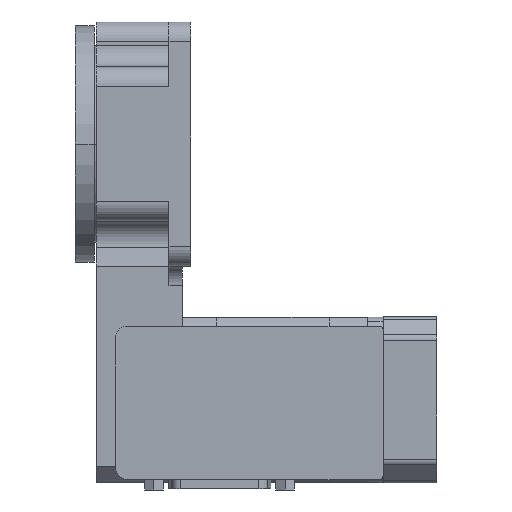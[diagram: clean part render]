
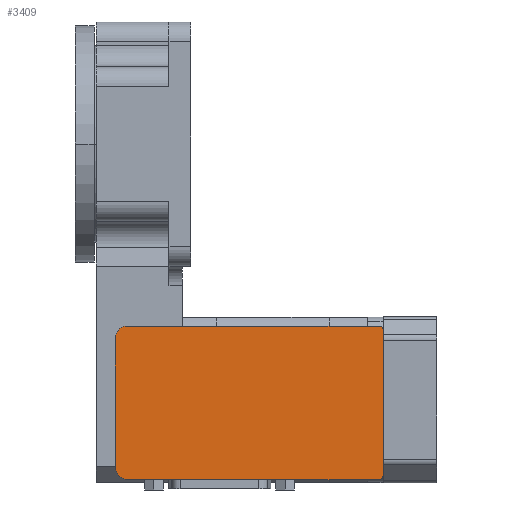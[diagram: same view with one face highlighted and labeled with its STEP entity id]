
A CAD part, left-side view. The second image highlights one B-rep face of the part: STEP entity #3409.
In plain terms, the highlighted face is planar.
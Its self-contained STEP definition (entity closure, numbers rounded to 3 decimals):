
#6 = CARTESIAN_POINT ( 'NONE',  ( 45., -20.23, 14. ) ) ;
#37 = FACE_OUTER_BOUND ( 'NONE', #1208, .T. ) ;
#82 = CIRCLE ( 'NONE', #3567, 3. ) ;
#90 = DIRECTION ( 'NONE',  ( 1., 0., 0. ) ) ;
#257 = ORIENTED_EDGE ( 'NONE', *, *, #9612, .T. ) ;
#323 = DIRECTION ( 'NONE',  ( 0., -1., 0. ) ) ;
#358 = CARTESIAN_POINT ( 'NONE',  ( 45., -17.23, 14. ) ) ;
#386 = EDGE_CURVE ( 'NONE', #3989, #4587, #7828, .T. ) ;
#704 = DIRECTION ( 'NONE',  ( 1., 0., 0. ) ) ;
#855 = LINE ( 'NONE', #10689, #11379 ) ;
#986 = DIRECTION ( 'NONE',  ( 0., 0., -1. ) ) ;
#1007 = DIRECTION ( 'NONE',  ( 0., 1., 0. ) ) ;
#1093 = VERTEX_POINT ( 'NONE', #9876 ) ;
#1191 = VECTOR ( 'NONE', #11306, 1000. ) ;
#1208 = EDGE_LOOP ( 'NONE', ( #1846, #2167, #257, #10184, #8722, #8756, #5590, #2145 ) ) ;
#1602 = EDGE_CURVE ( 'NONE', #4449, #4587, #6888, .T. ) ;
#1846 = ORIENTED_EDGE ( 'NONE', *, *, #5983, .F. ) ;
#1920 = VERTEX_POINT ( 'NONE', #6748 ) ;
#1976 = DIRECTION ( 'NONE',  ( 1., 0., 0. ) ) ;
#2145 = ORIENTED_EDGE ( 'NONE', *, *, #5116, .T. ) ;
#2167 = ORIENTED_EDGE ( 'NONE', *, *, #11173, .T. ) ;
#2185 = DIRECTION ( 'NONE',  ( 0., 1., 0. ) ) ;
#2401 = AXIS2_PLACEMENT_3D ( 'NONE', #10896, #704, #5330 ) ;
#2940 = EDGE_CURVE ( 'NONE', #1920, #10293, #11765, .T. ) ;
#3044 = DIRECTION ( 'NONE',  ( 1., 0., 0. ) ) ;
#3270 = DIRECTION ( 'NONE',  ( 1., 0., 0. ) ) ;
#3409 = ADVANCED_FACE ( 'NONE', ( #37 ), #5460, .T. ) ;
#3567 = AXIS2_PLACEMENT_3D ( 'NONE', #7675, #90, #1007 ) ;
#3803 = LINE ( 'NONE', #7621, #1191 ) ;
#3989 = VERTEX_POINT ( 'NONE', #9593 ) ;
#4253 = EDGE_CURVE ( 'NONE', #10293, #3989, #4568, .T. ) ;
#4366 = DIRECTION ( 'NONE',  ( 0., 1., 0. ) ) ;
#4449 = VERTEX_POINT ( 'NONE', #7476 ) ;
#4563 = DIRECTION ( 'NONE',  ( 0., 0., -1. ) ) ;
#4568 = LINE ( 'NONE', #6464, #5605 ) ;
#4587 = VERTEX_POINT ( 'NONE', #11684 ) ;
#5116 = EDGE_CURVE ( 'NONE', #4449, #5356, #6619, .T. ) ;
#5330 = DIRECTION ( 'NONE',  ( 0., 1., 0. ) ) ;
#5356 = VERTEX_POINT ( 'NONE', #5664 ) ;
#5460 = PLANE ( 'NONE',  #8507 ) ;
#5590 = ORIENTED_EDGE ( 'NONE', *, *, #1602, .F. ) ;
#5605 = VECTOR ( 'NONE', #986, 1000. ) ;
#5664 = CARTESIAN_POINT ( 'NONE',  ( 45., 18.77, -50. ) ) ;
#5983 = EDGE_CURVE ( 'NONE', #7880, #5356, #855, .T. ) ;
#6464 = CARTESIAN_POINT ( 'NONE',  ( 45., -20.23, 79.277 ) ) ;
#6619 = CIRCLE ( 'NONE', #7763, 1. ) ;
#6748 = CARTESIAN_POINT ( 'NONE',  ( 45., -17.23, 17. ) ) ;
#6888 = LINE ( 'NONE', #8698, #11714 ) ;
#7476 = CARTESIAN_POINT ( 'NONE',  ( 45., 17.77, -51. ) ) ;
#7621 = CARTESIAN_POINT ( 'NONE',  ( 45., 18.77, 17. ) ) ;
#7675 = CARTESIAN_POINT ( 'NONE',  ( 45., 15.77, 14. ) ) ;
#7763 = AXIS2_PLACEMENT_3D ( 'NONE', #11818, #3270, #4366 ) ;
#7828 = CIRCLE ( 'NONE', #2401, 1. ) ;
#7880 = VERTEX_POINT ( 'NONE', #8918 ) ;
#8240 = CARTESIAN_POINT ( 'NONE',  ( 45., 18.77, 79.277 ) ) ;
#8507 = AXIS2_PLACEMENT_3D ( 'NONE', #8240, #1976, #9200 ) ;
#8698 = CARTESIAN_POINT ( 'NONE',  ( 45., 18.77, -51. ) ) ;
#8722 = ORIENTED_EDGE ( 'NONE', *, *, #4253, .T. ) ;
#8756 = ORIENTED_EDGE ( 'NONE', *, *, #386, .T. ) ;
#8918 = CARTESIAN_POINT ( 'NONE',  ( 45., 18.77, 14. ) ) ;
#9200 = DIRECTION ( 'NONE',  ( 0., 1., 0. ) ) ;
#9593 = CARTESIAN_POINT ( 'NONE',  ( 45., -20.23, -50. ) ) ;
#9612 = EDGE_CURVE ( 'NONE', #1093, #1920, #3803, .T. ) ;
#9876 = CARTESIAN_POINT ( 'NONE',  ( 45., 15.77, 17. ) ) ;
#10184 = ORIENTED_EDGE ( 'NONE', *, *, #2940, .T. ) ;
#10293 = VERTEX_POINT ( 'NONE', #6 ) ;
#10689 = CARTESIAN_POINT ( 'NONE',  ( 45., 18.77, 79.277 ) ) ;
#10896 = CARTESIAN_POINT ( 'NONE',  ( 45., -19.23, -50. ) ) ;
#10998 = AXIS2_PLACEMENT_3D ( 'NONE', #358, #3044, #2185 ) ;
#11173 = EDGE_CURVE ( 'NONE', #7880, #1093, #82, .T. ) ;
#11306 = DIRECTION ( 'NONE',  ( 0., -1., 0. ) ) ;
#11379 = VECTOR ( 'NONE', #4563, 1000. ) ;
#11684 = CARTESIAN_POINT ( 'NONE',  ( 45., -19.23, -51. ) ) ;
#11714 = VECTOR ( 'NONE', #323, 1000. ) ;
#11765 = CIRCLE ( 'NONE', #10998, 3. ) ;
#11818 = CARTESIAN_POINT ( 'NONE',  ( 45., 17.77, -50. ) ) ;
